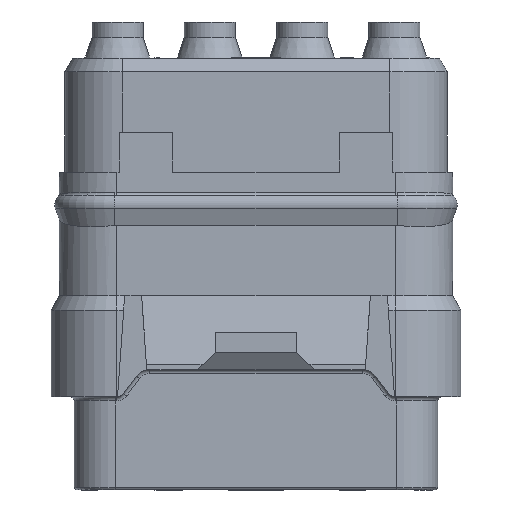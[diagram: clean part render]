
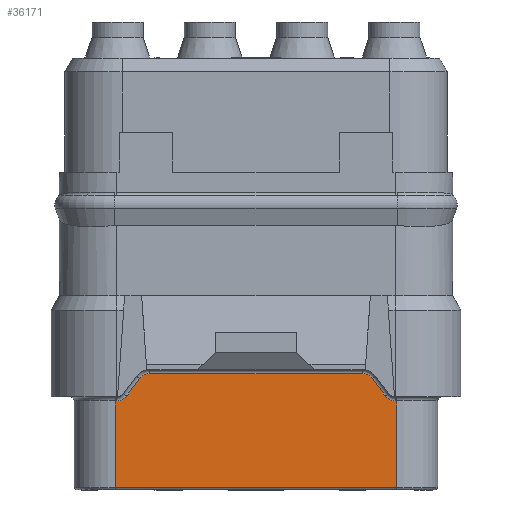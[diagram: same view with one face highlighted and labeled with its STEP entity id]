
A CAD part, front view. The second image highlights one B-rep face of the part: STEP entity #36171.
In plain terms, the highlighted planar face has unit normal (0, -1, 0).
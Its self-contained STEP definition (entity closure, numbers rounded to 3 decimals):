
#1544=DIRECTION('',(-0.6,0.,-0.8));
#1545=VECTOR('',#1544,0.8);
#1546=CARTESIAN_POINT('',(-4.26,-5.81,-7.56));
#1547=LINE('',#1546,#1545);
#1558=CARTESIAN_POINT('',(-3.9,-5.81,-7.83));
#1559=DIRECTION('',(0.,-1.,0.));
#1560=DIRECTION('',(0.,0.,1.));
#1561=AXIS2_PLACEMENT_3D('',#1558,#1559,#1560);
#1568=DIRECTION('',(-1.,0.,0.));
#1569=VECTOR('',#1568,7.8);
#1570=CARTESIAN_POINT('',(3.9,-5.81,-7.38));
#1571=LINE('',#1570,#1569);
#1582=CARTESIAN_POINT('',(3.9,-5.81,-7.83));
#1583=DIRECTION('',(0.,-1.,0.));
#1584=DIRECTION('',(0.8,0.,0.6));
#1585=AXIS2_PLACEMENT_3D('',#1582,#1583,#1584);
#1604=DIRECTION('',(-0.6,0.,0.8));
#1605=VECTOR('',#1604,0.8);
#1606=CARTESIAN_POINT('',(4.74,-5.81,-8.2));
#1607=LINE('',#1606,#1605);
#1618=CARTESIAN_POINT('',(5.1,-5.81,-7.93));
#1619=DIRECTION('',(0.,1.,0.));
#1620=DIRECTION('',(0.,0.,-1.));
#1621=AXIS2_PLACEMENT_3D('',#1618,#1619,#1620);
#1838=DIRECTION('',(-1.,0.,0.));
#1839=VECTOR('',#1838,0.06);
#1840=CARTESIAN_POINT('',(-5.1,-5.81,-8.38));
#1841=LINE('',#1840,#1839);
#1852=CARTESIAN_POINT('',(-5.1,-5.81,-7.93));
#1853=DIRECTION('',(0.,1.,0.));
#1854=DIRECTION('',(0.8,0.,-0.6));
#1855=AXIS2_PLACEMENT_3D('',#1852,#1853,#1854);
#1857=DIRECTION('',(0.,0.,-1.));
#1858=VECTOR('',#1857,3.16);
#1859=CARTESIAN_POINT('',(5.16,-5.81,-8.38));
#1860=LINE('',#1859,#1858);
#1870=DIRECTION('',(-1.,0.,0.));
#1871=VECTOR('',#1870,0.06);
#1872=CARTESIAN_POINT('',(5.16,-5.81,-8.38));
#1873=LINE('',#1872,#1871);
#1957=DIRECTION('',(0.,0.,-1.));
#1958=VECTOR('',#1957,3.16);
#1959=CARTESIAN_POINT('',(-5.16,-5.81,-8.38));
#1960=LINE('',#1959,#1958);
#22538=DIRECTION('',(-1.,0.,0.));
#22539=VECTOR('',#22538,10.32);
#22540=CARTESIAN_POINT('',(5.16,-5.81,-11.54));
#22541=LINE('',#22540,#22539);
#27583=CARTESIAN_POINT('',(5.16,-5.81,-11.54));
#27584=VERTEX_POINT('',#27583);
#27587=CARTESIAN_POINT('',(-5.16,-5.81,-11.54));
#27588=VERTEX_POINT('',#27587);
#27617=CARTESIAN_POINT('',(-5.16,-5.81,-8.38));
#27618=VERTEX_POINT('',#27617);
#27621=CARTESIAN_POINT('',(-5.1,-5.81,-8.38));
#27622=VERTEX_POINT('',#27621);
#27625=CARTESIAN_POINT('',(-4.74,-5.81,-8.2));
#27626=VERTEX_POINT('',#27625);
#27629=CARTESIAN_POINT('',(-4.26,-5.81,-7.56));
#27630=VERTEX_POINT('',#27629);
#27631=CARTESIAN_POINT('',(-3.9,-5.81,-7.38));
#27632=VERTEX_POINT('',#27631);
#27633=CARTESIAN_POINT('',(3.9,-5.81,-7.38));
#27634=VERTEX_POINT('',#27633);
#27635=CARTESIAN_POINT('',(4.26,-5.81,-7.56));
#27636=VERTEX_POINT('',#27635);
#27641=CARTESIAN_POINT('',(4.74,-5.81,-8.2));
#27642=VERTEX_POINT('',#27641);
#27645=CARTESIAN_POINT('',(5.1,-5.81,-8.38));
#27646=VERTEX_POINT('',#27645);
#27649=CARTESIAN_POINT('',(5.16,-5.81,-8.38));
#27650=VERTEX_POINT('',#27649);
#36148=CARTESIAN_POINT('',(5.16,-5.81,-8.23));
#36149=DIRECTION('',(0.,-1.,0.));
#36150=DIRECTION('',(-1.,0.,0.));
#36151=AXIS2_PLACEMENT_3D('',#36148,#36149,#36150);
#36152=PLANE('',#36151);
#36153=ORIENTED_EDGE('',*,*,#36129,.F.);
#36154=ORIENTED_EDGE('',*,*,#36142,.F.);
#36155=ORIENTED_EDGE('',*,*,#35690,.F.);
#36156=ORIENTED_EDGE('',*,*,#35706,.F.);
#36157=ORIENTED_EDGE('',*,*,#35732,.F.);
#36158=ORIENTED_EDGE('',*,*,#35747,.F.);
#36159=ORIENTED_EDGE('',*,*,#35788,.F.);
#36160=ORIENTED_EDGE('',*,*,#35803,.F.);
#36162=ORIENTED_EDGE('',*,*,#36161,.F.);
#36164=ORIENTED_EDGE('',*,*,#36163,.T.);
#36166=ORIENTED_EDGE('',*,*,#36165,.T.);
#36168=ORIENTED_EDGE('',*,*,#36167,.F.);
#36169=EDGE_LOOP('',(#36153,#36154,#36155,#36156,#36157,#36158,#36159,#36160,
#36162,#36164,#36166,#36168));
#36170=FACE_OUTER_BOUND('',#36169,.F.);
#36171=ADVANCED_FACE('',(#36170),#36152,.T.);
#1562=CIRCLE('',#1561,0.45);
#1586=CIRCLE('',#1585,0.45);
#1622=CIRCLE('',#1621,0.45);
#1856=CIRCLE('',#1855,0.45);
#35690=EDGE_CURVE('',#27630,#27626,#1547,.T.);
#35706=EDGE_CURVE('',#27632,#27630,#1562,.T.);
#35732=EDGE_CURVE('',#27634,#27632,#1571,.T.);
#35747=EDGE_CURVE('',#27636,#27634,#1586,.T.);
#35788=EDGE_CURVE('',#27642,#27636,#1607,.T.);
#35803=EDGE_CURVE('',#27646,#27642,#1622,.T.);
#36129=EDGE_CURVE('',#27622,#27618,#1841,.T.);
#36142=EDGE_CURVE('',#27626,#27622,#1856,.T.);
#36161=EDGE_CURVE('',#27650,#27646,#1873,.T.);
#36163=EDGE_CURVE('',#27650,#27584,#1860,.T.);
#36165=EDGE_CURVE('',#27584,#27588,#22541,.T.);
#36167=EDGE_CURVE('',#27618,#27588,#1960,.T.);
